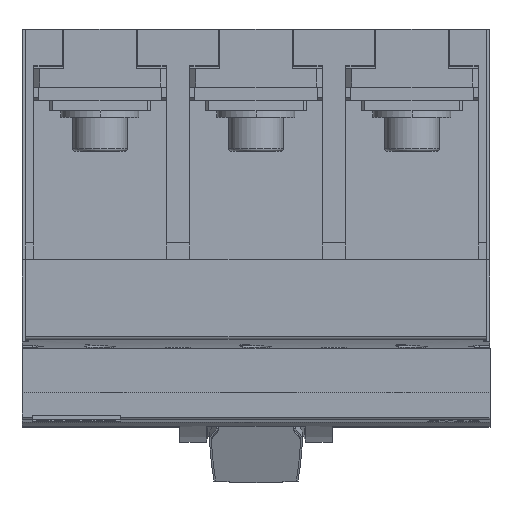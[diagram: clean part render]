
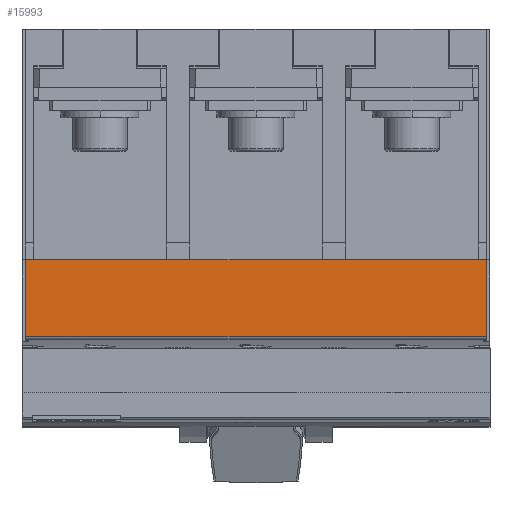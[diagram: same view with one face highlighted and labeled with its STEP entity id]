
A CAD part, top view. The second image highlights one B-rep face of the part: STEP entity #15993.
In plain terms, the highlighted planar face has unit normal (0, 0, 1).
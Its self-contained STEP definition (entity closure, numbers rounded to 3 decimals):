
#15993=ADVANCED_FACE('',(#40439),#40440,.T.);
#16377=VERTEX_POINT('',#40862);
#18409=EDGE_CURVE('',#16377,#24735,#43084,.T.);
#24253=EDGE_CURVE('',#24735,#32605,#49485,.T.);
#24735=VERTEX_POINT('',#50017);
#25411=VERTEX_POINT('',#50757);
#26809=EDGE_CURVE('',#16377,#25411,#52285,.T.);
#28735=EDGE_CURVE('',#32605,#25411,#54409,.T.);
#32605=VERTEX_POINT('',#58654);
#40439=FACE_OUTER_BOUND('',#68863,.T.);
#40440=PLANE('',#68864);
#40862=CARTESIAN_POINT('',(67.96,-90.652,121.992));
#43084=LINE('',#72662,#72663);
#49485=LINE('',#82032,#82033);
#50017=CARTESIAN_POINT('',(67.96,-68.,121.992));
#50757=CARTESIAN_POINT('',(-67.93,-90.652,121.992));
#52285=LINE('',#85992,#85993);
#54409=LINE('',#89071,#89072);
#58654=CARTESIAN_POINT('',(-67.93,-68.,121.992));
#68863=EDGE_LOOP('',(#105200,#105201,#105202,#105203));
#68864=AXIS2_PLACEMENT_3D('',#105204,#105205,#105206);
#72662=CARTESIAN_POINT('',(67.96,-81.,121.992));
#72663=VECTOR('',#108079,1.0);
#82032=CARTESIAN_POINT('',(68.995,-68.,121.992));
#82033=VECTOR('',#114835,1.0);
#85992=CARTESIAN_POINT('',(68.995,-90.652,121.992));
#85993=VECTOR('',#117709,1.0);
#89071=CARTESIAN_POINT('',(-67.93,-81.,121.992));
#89072=VECTOR('',#120205,1.0);
#105200=ORIENTED_EDGE('',*,*,#28735,.T.);
#105201=ORIENTED_EDGE('',*,*,#26809,.F.);
#105202=ORIENTED_EDGE('',*,*,#18409,.T.);
#105203=ORIENTED_EDGE('',*,*,#24253,.T.);
#105204=CARTESIAN_POINT('',(68.995,-68.,121.992));
#105205=DIRECTION('',(0.0,-0.0,1.0));
#105206=DIRECTION('',(0.0,1.0,0.0));
#108079=DIRECTION('',(0.0,1.0,-0.0));
#114835=DIRECTION('',(-1.0,0.0,0.0));
#117709=DIRECTION('',(-1.0,0.0,0.0));
#120205=DIRECTION('',(0.0,-1.0,0.0));
